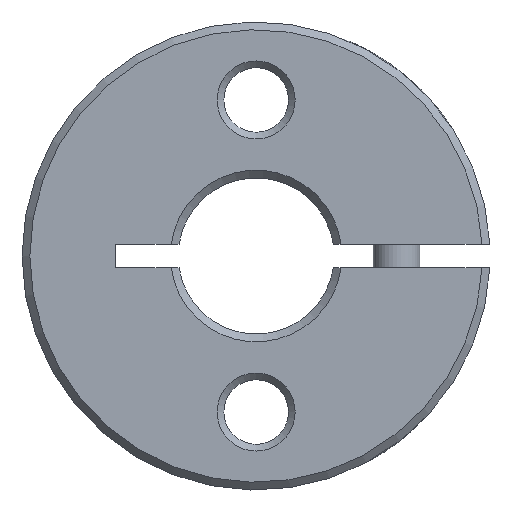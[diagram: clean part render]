
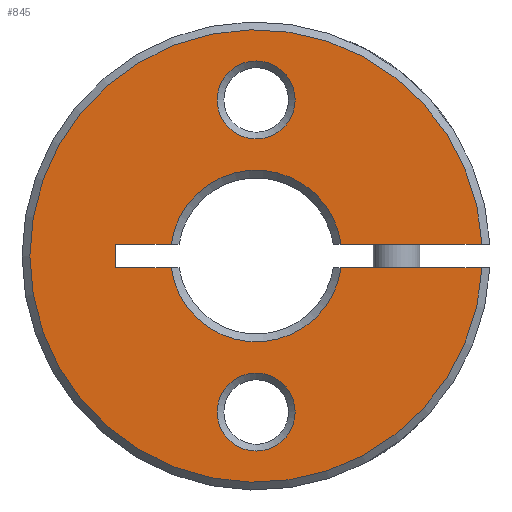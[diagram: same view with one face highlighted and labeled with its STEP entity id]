
A CAD part, left-side view. The second image highlights one B-rep face of the part: STEP entity #845.
In plain terms, the highlighted planar face has unit normal (-1, 0, 0).
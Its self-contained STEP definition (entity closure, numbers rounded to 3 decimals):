
#34=PLANE('',#930);
#99=LINE('',#1348,#147);
#100=LINE('',#1352,#148);
#101=LINE('',#1354,#149);
#102=LINE('',#1356,#150);
#103=LINE('',#1360,#151);
#147=VECTOR('',#1047,1000.);
#148=VECTOR('',#1050,1000.);
#149=VECTOR('',#1051,1000.);
#150=VECTOR('',#1052,1000.);
#151=VECTOR('',#1055,1000.);
#203=ORIENTED_EDGE('',*,*,#430,.T.);
#204=ORIENTED_EDGE('',*,*,#428,.F.);
#205=ORIENTED_EDGE('',*,*,#431,.T.);
#206=ORIENTED_EDGE('',*,*,#432,.T.);
#207=ORIENTED_EDGE('',*,*,#433,.T.);
#208=ORIENTED_EDGE('',*,*,#434,.T.);
#209=ORIENTED_EDGE('',*,*,#435,.T.);
#210=ORIENTED_EDGE('',*,*,#436,.T.);
#211=ORIENTED_EDGE('',*,*,#437,.T.);
#212=ORIENTED_EDGE('',*,*,#438,.T.);
#428=EDGE_CURVE('',#541,#542,#620,.T.);
#430=EDGE_CURVE('',#543,#543,#621,.T.);
#431=EDGE_CURVE('',#541,#544,#99,.T.);
#432=EDGE_CURVE('',#544,#545,#622,.T.);
#433=EDGE_CURVE('',#545,#546,#100,.T.);
#434=EDGE_CURVE('',#546,#547,#101,.T.);
#435=EDGE_CURVE('',#547,#548,#102,.T.);
#436=EDGE_CURVE('',#548,#549,#623,.T.);
#437=EDGE_CURVE('',#549,#542,#103,.T.);
#438=EDGE_CURVE('',#550,#550,#624,.T.);
#541=VERTEX_POINT('',#1338);
#542=VERTEX_POINT('',#1340);
#543=VERTEX_POINT('',#1347);
#544=VERTEX_POINT('',#1349);
#545=VERTEX_POINT('',#1351);
#546=VERTEX_POINT('',#1353);
#547=VERTEX_POINT('',#1355);
#548=VERTEX_POINT('',#1357);
#549=VERTEX_POINT('',#1359);
#550=VERTEX_POINT('',#1362);
#620=CIRCLE('',#929,14.5);
#621=CIRCLE('',#931,2.5);
#622=CIRCLE('',#932,5.5);
#623=CIRCLE('',#933,5.5);
#624=CIRCLE('',#934,2.5);
#668=EDGE_LOOP('',(#203));
#669=EDGE_LOOP('',(#204,#205,#206,#207,#208,#209,#210,#211));
#670=EDGE_LOOP('',(#212));
#752=FACE_BOUND('',#668,.T.);
#753=FACE_BOUND('',#669,.T.);
#754=FACE_BOUND('',#670,.T.);
#845=ADVANCED_FACE('',(#752,#753,#754),#34,.T.);
#929=AXIS2_PLACEMENT_3D('',#1339,#1041,#1042);
#930=AXIS2_PLACEMENT_3D('',#1345,#1043,#1044);
#931=AXIS2_PLACEMENT_3D('',#1346,#1045,#1046);
#932=AXIS2_PLACEMENT_3D('',#1350,#1048,#1049);
#933=AXIS2_PLACEMENT_3D('',#1358,#1053,#1054);
#934=AXIS2_PLACEMENT_3D('',#1361,#1056,#1057);
#1041=DIRECTION('',(1.,0.,0.));
#1042=DIRECTION('',(0.,0.,-1.));
#1043=DIRECTION('',(-1.,0.,0.));
#1044=DIRECTION('',(0.,0.,1.));
#1045=DIRECTION('',(1.,0.,0.));
#1046=DIRECTION('',(0.,0.,-1.));
#1047=DIRECTION('',(0.,1.,0.));
#1048=DIRECTION('',(1.,0.,0.));
#1049=DIRECTION('',(0.,0.,-1.));
#1050=DIRECTION('',(0.,1.,0.));
#1051=DIRECTION('',(0.,0.,1.));
#1052=DIRECTION('',(0.,-1.,0.));
#1053=DIRECTION('',(1.,0.,0.));
#1054=DIRECTION('',(0.,0.,-1.));
#1055=DIRECTION('',(0.,-1.,0.));
#1056=DIRECTION('',(1.,0.,0.));
#1057=DIRECTION('',(0.,0.,-1.));
#1338=CARTESIAN_POINT('',(-4.,-14.481,-0.75));
#1339=CARTESIAN_POINT('',(-4.,0.,0.));
#1340=CARTESIAN_POINT('',(-4.,-14.481,0.75));
#1345=CARTESIAN_POINT('',(-4.,14.5,0.));
#1346=CARTESIAN_POINT('',(-4.,0.,-10.));
#1347=CARTESIAN_POINT('',(-4.,0.,-12.5));
#1348=CARTESIAN_POINT('',(-4.,-15.,-0.75));
#1349=CARTESIAN_POINT('',(-4.,-5.449,-0.75));
#1350=CARTESIAN_POINT('',(-4.,0.,0.));
#1351=CARTESIAN_POINT('',(-4.,5.449,-0.75));
#1352=CARTESIAN_POINT('',(-4.,-15.,-0.75));
#1353=CARTESIAN_POINT('',(-4.,9.,-0.75));
#1354=CARTESIAN_POINT('',(-4.,9.,-0.75));
#1355=CARTESIAN_POINT('',(-4.,9.,0.75));
#1356=CARTESIAN_POINT('',(-4.,9.,0.75));
#1357=CARTESIAN_POINT('',(-4.,5.449,0.75));
#1358=CARTESIAN_POINT('',(-4.,0.,0.));
#1359=CARTESIAN_POINT('',(-4.,-5.449,0.75));
#1360=CARTESIAN_POINT('',(-4.,9.,0.75));
#1361=CARTESIAN_POINT('',(-4.,0.,10.));
#1362=CARTESIAN_POINT('',(-4.,0.,7.5));
